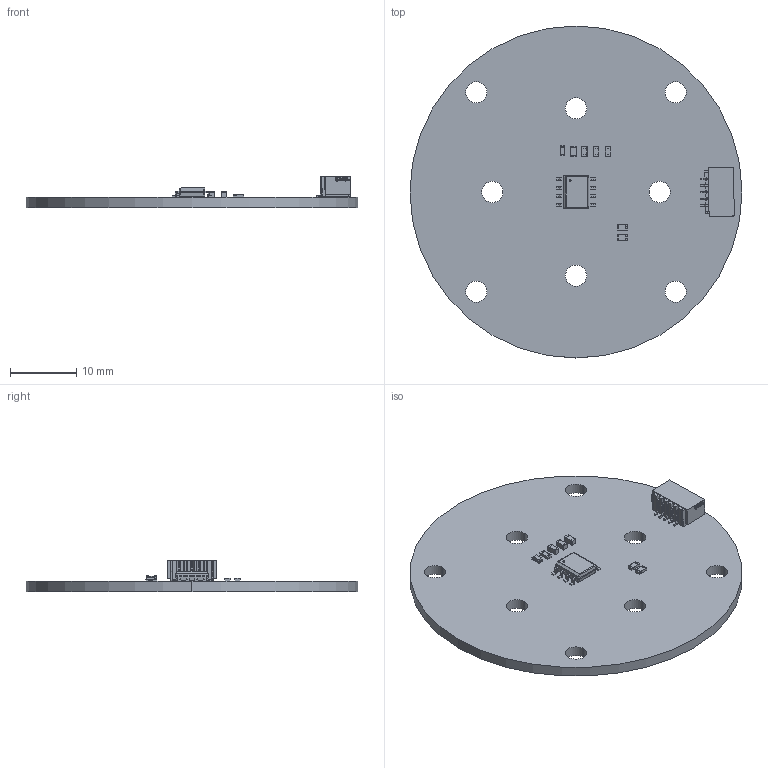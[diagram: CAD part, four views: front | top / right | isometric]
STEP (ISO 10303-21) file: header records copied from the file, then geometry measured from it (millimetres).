
FILE_DESCRIPTION(('Designed by EasyEDA Pro'),'2;1');
FILE_NAME('Open CASCADE Shape Model','2025-06-27T23:06:59',('Author'),( 'Open CASCADE'),'Open CASCADE STEP processor 7.8','Open CASCADE 7.8' ,'Unknown');
FILE_SCHEMA(('AUTOMOTIVE_DESIGN { 1 0 10303 214 1 1 1 1 }'));
Length unit declared in the file: millimetre
Products named in the file (16): sRAs-PCBModel; sRAs-TopTrack; sRAs-BottomTrack; sRAs-Board; sRAs-Top FPC Stiffener; sRAs-Bot FPC Stiffener; sRAs-LED2-LED_0603; COMPOUND; sRAs-R7-R0603; sRAs-R6-R0603; sRAs-R5-R0603; sRAs-U13-SOP-8_L4.9-W3.9-P1.27-LS6.0-BL; sRAs-U46-CONN-SMD_5P-P1.00_XUNPU_WAFER-SH1.0-5PWB; sRAs-C3-C0603
Assembly tree (19 placements, depth 3):
  sRAs-PCBModel
    sRAs-TopTrack
    sRAs-BottomTrack
    sRAs-Board
    sRAs-Top FPC Stiffener
    sRAs-Bot FPC Stiffener
    sRAs-LED2-LED_0603
      COMPOUND
    sRAs-R7-R0603
      COMPOUND
    sRAs-R6-R0603
      COMPOUND
    sRAs-R5-R0603
      COMPOUND
    sRAs-U13-SOP-8_L4.9-W3.9-P1.27-LS6.0-BL
    sRAs-U46-CONN-SMD_5P-P1.00_XUNPU_WAFER-SH1.0-5PWB
      COMPOUND
    sRAs-C3-C0603  x3
Bounding box: 49.97 x 49.97 x 4.8 mm (x, y, z)
Volume: 3119.4 mm3; surface area: 4580.1 mm2
Topology: 29 solids, 29 shells, 2911 faces, 7868 edges, 5178 vertices
Faces by surface type: plane 1772, bspline 842, cylinder 257, sphere 26, cone 8, revolution 6
Entity records: 69992 total; most frequent: CARTESIAN_POINT 16441, ORIENTED_EDGE 8992, DIRECTION 6466, EDGE_CURVE 4496, LINE 3206, VECTOR 3206, VERTEX_POINT 2962, FACE_BOUND 1782
